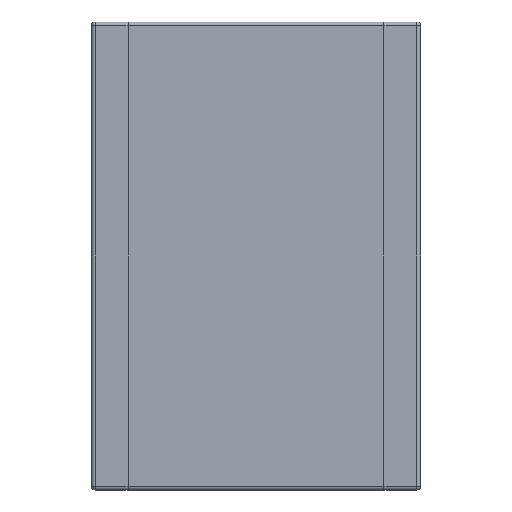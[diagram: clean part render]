
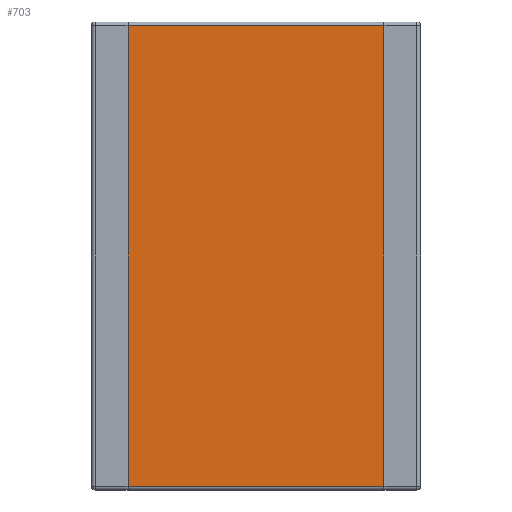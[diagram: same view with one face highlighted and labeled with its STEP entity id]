
A CAD part, front view. The second image highlights one B-rep face of the part: STEP entity #703.
In plain terms, the highlighted planar face has unit normal (0, -1, 0).
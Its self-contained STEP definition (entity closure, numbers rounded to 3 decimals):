
#485 = ORIENTED_EDGE ( 'NONE', *, *, #577, .F. ) ;
#487 = EDGE_CURVE ( 'NONE', #524, #574, #849, .T. ) ;
#488 = ORIENTED_EDGE ( 'NONE', *, *, #491, .T. ) ;
#491 = EDGE_CURVE ( 'NONE', #565, #641, #894, .T. ) ;
#524 = VERTEX_POINT ( 'NONE', #979 ) ;
#525 = EDGE_CURVE ( 'NONE', #524, #641, #978, .T. ) ;
#565 = VERTEX_POINT ( 'NONE', #1137 ) ;
#567 = ORIENTED_EDGE ( 'NONE', *, *, #525, .F. ) ;
#574 = VERTEX_POINT ( 'NONE', #1180 ) ;
#575 = ORIENTED_EDGE ( 'NONE', *, *, #487, .T. ) ;
#577 = EDGE_CURVE ( 'NONE', #565, #574, #1179, .T. ) ;
#641 = VERTEX_POINT ( 'NONE', #1382 ) ;
#703 = ADVANCED_FACE ( 'NONE', ( #1564 ), #1612, .T. ) ;
#704 = EDGE_LOOP ( 'NONE', ( #567, #575, #485, #488 ) ) ;
#848 = CARTESIAN_POINT ( 'NONE',  ( 2.25, 0., -3.15 ) ) ;
#849 = LINE ( 'NONE', #848, #902 ) ;
#891 = DIRECTION ( 'NONE',  ( -1., 0., 0. ) ) ;
#892 = VECTOR ( 'NONE', #891, 1000. ) ;
#893 = CARTESIAN_POINT ( 'NONE',  ( -2.25, 0., 3.15 ) ) ;
#894 = LINE ( 'NONE', #893, #892 ) ;
#901 = DIRECTION ( 'NONE',  ( 1., 0., 0. ) ) ;
#902 = VECTOR ( 'NONE', #901, 1000. ) ;
#975 = DIRECTION ( 'NONE',  ( 0., 0., 1. ) ) ;
#976 = VECTOR ( 'NONE', #975, 1000. ) ;
#977 = CARTESIAN_POINT ( 'NONE',  ( -1.75, 0., -3.2 ) ) ;
#978 = LINE ( 'NONE', #977, #976 ) ;
#979 = CARTESIAN_POINT ( 'NONE',  ( -1.75, 0., -3.15 ) ) ;
#1137 = CARTESIAN_POINT ( 'NONE',  ( 1.75, 0., 3.15 ) ) ;
#1176 = DIRECTION ( 'NONE',  ( 0., 0., -1. ) ) ;
#1177 = VECTOR ( 'NONE', #1176, 1000. ) ;
#1178 = CARTESIAN_POINT ( 'NONE',  ( 1.75, 0., -3.2 ) ) ;
#1179 = LINE ( 'NONE', #1178, #1177 ) ;
#1180 = CARTESIAN_POINT ( 'NONE',  ( 1.75, 0., -3.15 ) ) ;
#1382 = CARTESIAN_POINT ( 'NONE',  ( -1.75, 0., 3.15 ) ) ;
#1564 = FACE_OUTER_BOUND ( 'NONE', #704, .T. ) ;
#1607 = DIRECTION ( 'NONE',  ( 0., 0., -1. ) ) ;
#1608 = DIRECTION ( 'NONE',  ( 0., -1., 0. ) ) ;
#1609 = CARTESIAN_POINT ( 'NONE',  ( 2.25, 0., -3.2 ) ) ;
#1611 = AXIS2_PLACEMENT_3D ( 'NONE', #1609, #1608, #1607 ) ;
#1612 = PLANE ( 'NONE',  #1611 ) ;
